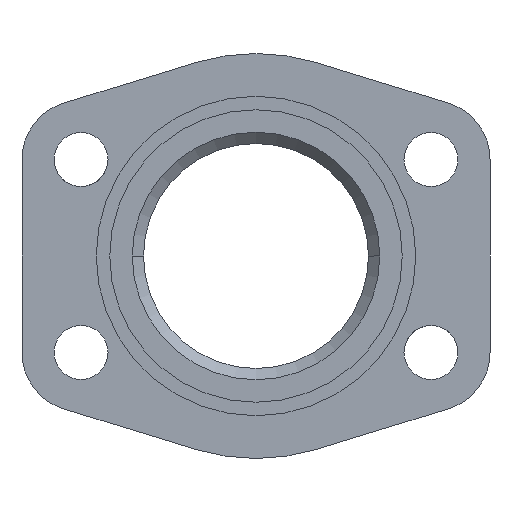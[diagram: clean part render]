
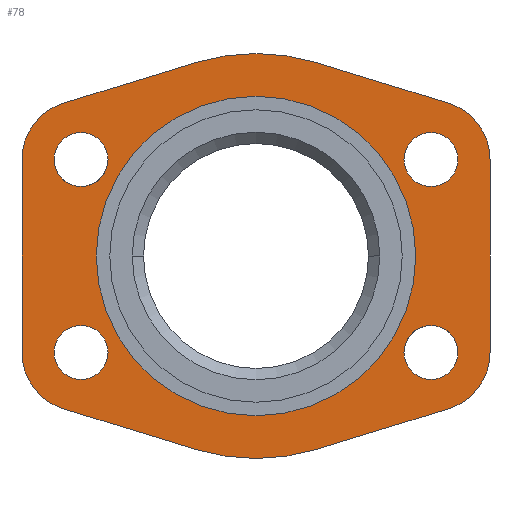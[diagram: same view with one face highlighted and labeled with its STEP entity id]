
A CAD part, front view. The second image highlights one B-rep face of the part: STEP entity #78.
In plain terms, the highlighted planar face has unit normal (0, -1, 0).
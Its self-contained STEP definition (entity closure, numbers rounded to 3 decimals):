
#78=ADVANCED_FACE('',(#168,#169,#170,#171,#172,#173),#174,.F.);
#168=FACE_BOUND('',#282,.T.);
#169=FACE_OUTER_BOUND('',#283,.T.);
#170=FACE_BOUND('',#284,.T.);
#171=FACE_BOUND('',#285,.T.);
#172=FACE_BOUND('',#286,.T.);
#173=FACE_BOUND('',#287,.T.);
#174=PLANE('',#288);
#282=EDGE_LOOP('',(#587,#588));
#283=EDGE_LOOP('',(#589,#590,#591,#592,#593,#594,#595,#596,#597,#598,#599,#600));
#284=EDGE_LOOP('',(#601,#602));
#285=EDGE_LOOP('',(#603,#604));
#286=EDGE_LOOP('',(#605,#606));
#287=EDGE_LOOP('',(#607,#608));
#288=AXIS2_PLACEMENT_3D('',#609,#610,#611);
#587=ORIENTED_EDGE('',*,*,#802,.T.);
#588=ORIENTED_EDGE('',*,*,#801,.T.);
#589=ORIENTED_EDGE('',*,*,#849,.F.);
#590=ORIENTED_EDGE('',*,*,#850,.F.);
#591=ORIENTED_EDGE('',*,*,#851,.F.);
#592=ORIENTED_EDGE('',*,*,#852,.F.);
#593=ORIENTED_EDGE('',*,*,#853,.T.);
#594=ORIENTED_EDGE('',*,*,#854,.F.);
#595=ORIENTED_EDGE('',*,*,#855,.T.);
#596=ORIENTED_EDGE('',*,*,#856,.F.);
#597=ORIENTED_EDGE('',*,*,#857,.F.);
#598=ORIENTED_EDGE('',*,*,#858,.F.);
#599=ORIENTED_EDGE('',*,*,#859,.T.);
#600=ORIENTED_EDGE('',*,*,#860,.F.);
#601=ORIENTED_EDGE('',*,*,#848,.T.);
#602=ORIENTED_EDGE('',*,*,#758,.T.);
#603=ORIENTED_EDGE('',*,*,#822,.T.);
#604=ORIENTED_EDGE('',*,*,#775,.T.);
#605=ORIENTED_EDGE('',*,*,#847,.T.);
#606=ORIENTED_EDGE('',*,*,#763,.T.);
#607=ORIENTED_EDGE('',*,*,#819,.T.);
#608=ORIENTED_EDGE('',*,*,#779,.T.);
#609=CARTESIAN_POINT('',(0.,0.,0.));
#610=DIRECTION('',(-0.0,1.0,0.));
#611=DIRECTION('',(1.0,0.0,0.0));
#758=EDGE_CURVE('',#899,#905,#907,.T.);
#763=EDGE_CURVE('',#909,#915,#917,.T.);
#775=EDGE_CURVE('',#935,#939,#941,.T.);
#779=EDGE_CURVE('',#943,#947,#949,.T.);
#801=EDGE_CURVE('',#985,#989,#991,.T.);
#802=EDGE_CURVE('',#989,#985,#992,.T.);
#819=EDGE_CURVE('',#947,#943,#1017,.T.);
#822=EDGE_CURVE('',#939,#935,#1021,.T.);
#847=EDGE_CURVE('',#915,#909,#1059,.T.);
#848=EDGE_CURVE('',#905,#899,#1060,.T.);
#849=EDGE_CURVE('',#1061,#1062,#1063,.T.);
#850=EDGE_CURVE('',#1064,#1061,#1065,.T.);
#851=EDGE_CURVE('',#1066,#1064,#1067,.T.);
#852=EDGE_CURVE('',#1068,#1066,#1069,.T.);
#853=EDGE_CURVE('',#1068,#1070,#1071,.T.);
#854=EDGE_CURVE('',#1072,#1070,#1073,.T.);
#855=EDGE_CURVE('',#1072,#1074,#1075,.T.);
#856=EDGE_CURVE('',#1076,#1074,#1077,.T.);
#857=EDGE_CURVE('',#1078,#1076,#1079,.T.);
#858=EDGE_CURVE('',#1080,#1078,#1081,.T.);
#859=EDGE_CURVE('',#1080,#1082,#1083,.T.);
#860=EDGE_CURVE('',#1062,#1082,#1084,.T.);
#899=VERTEX_POINT('',#1129);
#905=VERTEX_POINT('',#1136);
#907=CIRCLE('',#1139,6.0);
#909=VERTEX_POINT('',#1141);
#915=VERTEX_POINT('',#1148);
#917=CIRCLE('',#1151,6.0);
#935=VERTEX_POINT('',#1189);
#939=VERTEX_POINT('',#1194);
#941=CIRCLE('',#1197,6.0);
#943=VERTEX_POINT('',#1199);
#947=VERTEX_POINT('',#1204);
#949=CIRCLE('',#1207,6.0);
#985=VERTEX_POINT('',#1267);
#989=VERTEX_POINT('',#1272);
#991=CIRCLE('',#1275,35.5);
#992=CIRCLE('',#1276,35.5);
#1017=CIRCLE('',#1337,6.0);
#1021=CIRCLE('',#1341,6.0);
#1059=CIRCLE('',#1385,6.0);
#1060=CIRCLE('',#1386,6.0);
#1061=VERTEX_POINT('',#1387);
#1062=VERTEX_POINT('',#1388);
#1063=LINE('',#1389,#1390);
#1064=VERTEX_POINT('',#1391);
#1065=CIRCLE('',#1392,13.115);
#1066=VERTEX_POINT('',#1393);
#1067=LINE('',#1394,#1395);
#1068=VERTEX_POINT('',#1396);
#1069=CIRCLE('',#1397,45.0);
#1070=VERTEX_POINT('',#1398);
#1071=LINE('',#1399,#1400);
#1072=VERTEX_POINT('',#1401);
#1073=CIRCLE('',#1402,13.115);
#1074=VERTEX_POINT('',#1403);
#1075=LINE('',#1404,#1405);
#1076=VERTEX_POINT('',#1406);
#1077=CIRCLE('',#1407,13.115);
#1078=VERTEX_POINT('',#1408);
#1079=LINE('',#1409,#1410);
#1080=VERTEX_POINT('',#1411);
#1081=CIRCLE('',#1412,45.0);
#1082=VERTEX_POINT('',#1413);
#1083=LINE('',#1414,#1415);
#1084=CIRCLE('',#1416,13.115);
#1129=CARTESIAN_POINT('',(-32.885,0.0,-21.44));
#1136=CARTESIAN_POINT('',(-44.885,0.,-21.44));
#1139=AXIS2_PLACEMENT_3D('',#1474,#1475,#1476);
#1141=CARTESIAN_POINT('',(-32.885,0.0,21.44));
#1148=CARTESIAN_POINT('',(-44.885,0.,21.44));
#1151=AXIS2_PLACEMENT_3D('',#1485,#1486,#1487);
#1189=CARTESIAN_POINT('',(44.885,0.0,-21.44));
#1194=CARTESIAN_POINT('',(32.885,0.,-21.44));
#1197=AXIS2_PLACEMENT_3D('',#1507,#1508,#1509);
#1199=CARTESIAN_POINT('',(44.885,0.0,21.44));
#1204=CARTESIAN_POINT('',(32.885,0.,21.44));
#1207=AXIS2_PLACEMENT_3D('',#1515,#1516,#1517);
#1267=CARTESIAN_POINT('',(-35.5,0.,0.));
#1272=CARTESIAN_POINT('',(35.5,0.,0.));
#1275=AXIS2_PLACEMENT_3D('',#1559,#1560,#1561);
#1276=AXIS2_PLACEMENT_3D('',#1562,#1563,#1564);
#1337=AXIS2_PLACEMENT_3D('',#1601,#1602,#1603);
#1341=AXIS2_PLACEMENT_3D('',#1610,#1611,#1612);
#1385=AXIS2_PLACEMENT_3D('',#1673,#1674,#1675);
#1386=AXIS2_PLACEMENT_3D('',#1676,#1677,#1678);
#1387=CARTESIAN_POINT('',(52.0,0.,21.44));
#1388=CARTESIAN_POINT('',(52.0,0.,-21.44));
#1389=CARTESIAN_POINT('',(52.0,0.,21.44));
#1390=VECTOR('',#1679,1.0);
#1391=CARTESIAN_POINT('',(42.725,0.,33.98));
#1392=AXIS2_PLACEMENT_3D('',#1680,#1681,#1682);
#1393=CARTESIAN_POINT('',(13.175,0.,43.028));
#1394=CARTESIAN_POINT('',(13.175,0.,43.028));
#1395=VECTOR('',#1683,1.0);
#1396=CARTESIAN_POINT('',(-13.175,0.,43.028));
#1397=AXIS2_PLACEMENT_3D('',#1684,#1685,#1686);
#1398=CARTESIAN_POINT('',(-42.725,0.,33.98));
#1399=CARTESIAN_POINT('',(-13.175,0.,43.028));
#1400=VECTOR('',#1687,1.0);
#1401=CARTESIAN_POINT('',(-52.0,0.,21.44));
#1402=AXIS2_PLACEMENT_3D('',#1688,#1689,#1690);
#1403=CARTESIAN_POINT('',(-52.0,0.,-21.44));
#1404=CARTESIAN_POINT('',(-52.0,0.,21.44));
#1405=VECTOR('',#1691,1.0);
#1406=CARTESIAN_POINT('',(-42.725,0.,-33.98));
#1407=AXIS2_PLACEMENT_3D('',#1692,#1693,#1694);
#1408=CARTESIAN_POINT('',(-13.175,0.,-43.028));
#1409=CARTESIAN_POINT('',(-13.175,0.,-43.028));
#1410=VECTOR('',#1695,1.0);
#1411=CARTESIAN_POINT('',(13.175,0.,-43.028));
#1412=AXIS2_PLACEMENT_3D('',#1696,#1697,#1698);
#1413=CARTESIAN_POINT('',(42.725,0.,-33.98));
#1414=CARTESIAN_POINT('',(13.175,0.,-43.028));
#1415=VECTOR('',#1699,1.0);
#1416=AXIS2_PLACEMENT_3D('',#1700,#1701,#1702);
#1474=CARTESIAN_POINT('',(-38.885,0.0,-21.44));
#1475=DIRECTION('',(-0.0,1.0,0.));
#1476=DIRECTION('',(1.0,0.0,0.0));
#1485=CARTESIAN_POINT('',(-38.885,0.0,21.44));
#1486=DIRECTION('',(-0.0,1.0,0.));
#1487=DIRECTION('',(1.0,0.0,0.0));
#1507=CARTESIAN_POINT('',(38.885,0.0,-21.44));
#1508=DIRECTION('',(-0.0,1.0,0.));
#1509=DIRECTION('',(1.0,0.0,0.0));
#1515=CARTESIAN_POINT('',(38.885,0.0,21.44));
#1516=DIRECTION('',(-0.0,1.0,0.));
#1517=DIRECTION('',(1.0,0.0,0.0));
#1559=CARTESIAN_POINT('',(0.0,0.0,0.0));
#1560=DIRECTION('',(0.0,1.0,0.));
#1561=DIRECTION('',(-1.0,0.0,0.0));
#1562=CARTESIAN_POINT('',(0.0,0.0,0.0));
#1563=DIRECTION('',(0.0,1.0,0.));
#1564=DIRECTION('',(-1.0,0.0,0.0));
#1601=CARTESIAN_POINT('',(38.885,0.0,21.44));
#1602=DIRECTION('',(-0.0,1.0,0.));
#1603=DIRECTION('',(1.0,0.0,0.0));
#1610=CARTESIAN_POINT('',(38.885,0.0,-21.44));
#1611=DIRECTION('',(-0.0,1.0,0.));
#1612=DIRECTION('',(1.0,0.0,0.0));
#1673=CARTESIAN_POINT('',(-38.885,0.0,21.44));
#1674=DIRECTION('',(-0.0,1.0,0.));
#1675=DIRECTION('',(1.0,0.0,0.0));
#1676=CARTESIAN_POINT('',(-38.885,0.0,-21.44));
#1677=DIRECTION('',(-0.0,1.0,0.));
#1678=DIRECTION('',(1.0,0.0,0.0));
#1679=DIRECTION('',(0.,0.,-1.0));
#1680=CARTESIAN_POINT('',(38.885,0.,21.44));
#1681=DIRECTION('',(-0.0,1.0,0.));
#1682=DIRECTION('',(1.0,0.0,0.0));
#1683=DIRECTION('',(0.956,0.,-0.293));
#1684=CARTESIAN_POINT('',(0.0,0.0,0.0));
#1685=DIRECTION('',(-0.0,1.0,0.));
#1686=DIRECTION('',(1.0,0.0,0.0));
#1687=DIRECTION('',(-0.956,0.,-0.293));
#1688=CARTESIAN_POINT('',(-38.885,0.,21.44));
#1689=DIRECTION('',(-0.0,1.0,0.));
#1690=DIRECTION('',(1.0,0.0,0.0));
#1691=DIRECTION('',(0.,0.,-1.0));
#1692=CARTESIAN_POINT('',(-38.885,0.,-21.44));
#1693=DIRECTION('',(-0.0,1.0,0.));
#1694=DIRECTION('',(1.0,0.0,0.0));
#1695=DIRECTION('',(-0.956,0.,0.293));
#1696=CARTESIAN_POINT('',(0.0,0.0,0.0));
#1697=DIRECTION('',(-0.0,1.0,0.));
#1698=DIRECTION('',(1.0,0.0,0.0));
#1699=DIRECTION('',(0.956,0.,0.293));
#1700=CARTESIAN_POINT('',(38.885,0.,-21.44));
#1701=DIRECTION('',(-0.0,1.0,0.));
#1702=DIRECTION('',(1.0,0.0,0.0));
